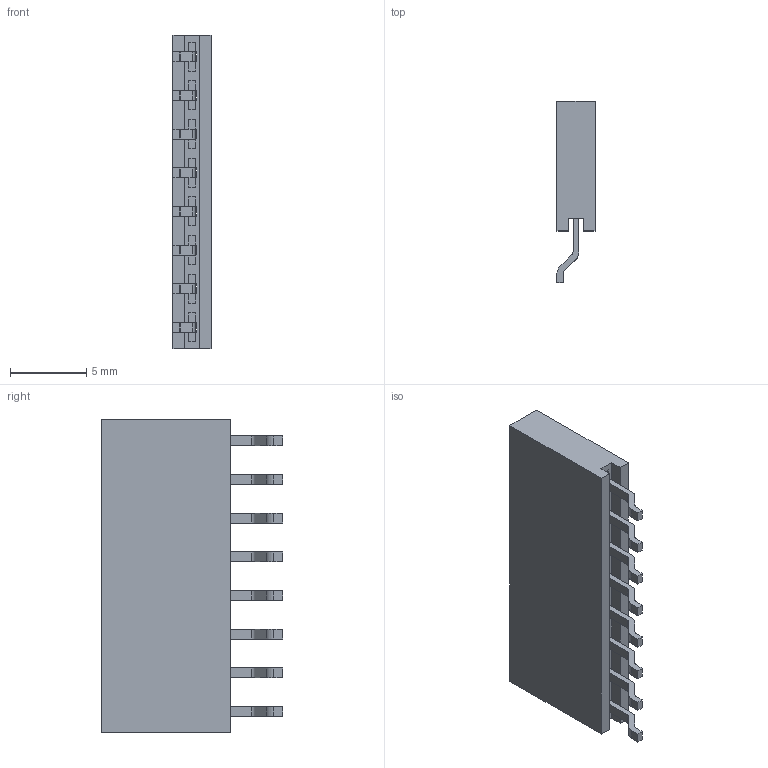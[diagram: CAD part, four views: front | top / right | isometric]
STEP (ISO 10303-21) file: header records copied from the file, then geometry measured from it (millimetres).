
FILE_DESCRIPTION((''),'2;1');
FILE_NAME('M20-7910842_ASM','2016-08-09T',('mperren'),(''),'CREO PARAMETRIC BY PTC INC, 2016050','CREO PARAMETRIC BY PTC INC, 2016050','');
FILE_SCHEMA(('CONFIG_CONTROL_DESIGN'));
Length unit declared in the file: millimetre
Products named in the file (3): M20-79108_MOULD; M20-79X_CONTACT; M20-7910842_ASM
Assembly tree (9 placements, depth 2):
  M20-7910842_ASM
    M20-79108_MOULD
    M20-79X_CONTACT  x8
Bounding box: 2.5 x 11.9 x 20.57 mm (x, y, z)
Volume: 398.2 mm3; surface area: 1094.5 mm2
Topology: 9 solids, 9 shells, 370 faces, 1000 edges, 656 vertices
Faces by surface type: plane 298, cylinder 72
Entity records: 6861 total; most frequent: CARTESIAN_POINT 925, ORIENTED_EDGE 908, DIRECTION 830, PRESENTATION_STYLE_ASSIGNMENT 470, STYLED_ITEM 457, CURVE_STYLE 454, EDGE_CURVE 454, VECTOR 436
